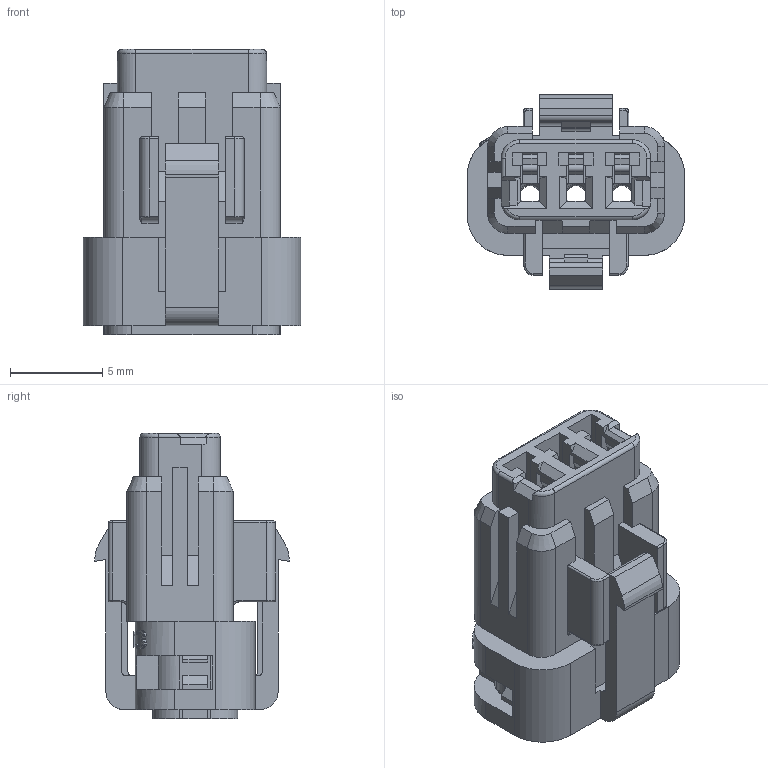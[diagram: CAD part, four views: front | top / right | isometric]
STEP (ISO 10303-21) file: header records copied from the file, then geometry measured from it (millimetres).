
FILE_DESCRIPTION (( 'STEP AP203' ), '1' );
FILE_NAME ('560-003-000-611.STEP', '2020-07-24T15:30:27', ( '' ), ( '' ), 'SwSTEP 2.0', 'SolidWorks 2020', '' );
FILE_SCHEMA (( 'CONFIG_CONTROL_DESIGN' ));
Length unit declared in the file: millimetre
Products named in the file (5): 560-003-000-611; REAR-GASKET-3POS_ORANGE; REAR-INSULATOR-3POS-1; HOUSING-FEMALE-3POS_ORANGE
Assembly tree (4 placements, depth 3):
  560-003-000-611
    560-003-000-611
      HOUSING-FEMALE-3POS_ORANGE
      REAR-GASKET-3POS_ORANGE
      REAR-INSULATOR-3POS-1
Bounding box: 11.8 x 10.55 x 15.48 mm (x, y, z)
Volume: 722.4 mm3; surface area: 1761 mm2
Topology: 3 solids, 3 shells, 739 faces, 1991 edges, 1260 vertices
Faces by surface type: plane 457, cylinder 142, torus 72, cone 68
Entity records: 23624 total; most frequent: CARTESIAN_POINT 4516, ORIENTED_EDGE 3982, DIRECTION 3799, EDGE_CURVE 1991, LINE 1357, VECTOR 1357, VERTEX_POINT 1260, AXIS2_PLACEMENT_3D 1221
